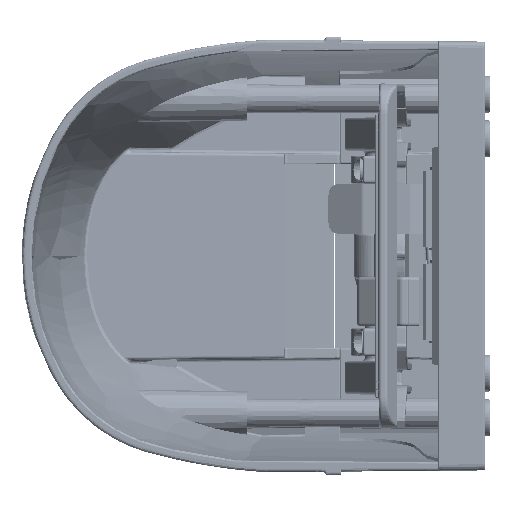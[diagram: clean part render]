
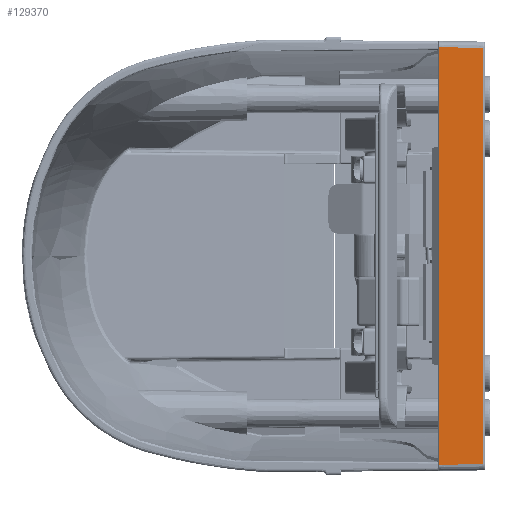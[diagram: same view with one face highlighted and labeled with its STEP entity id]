
A CAD part, left-side view. The second image highlights one B-rep face of the part: STEP entity #129370.
In plain terms, the highlighted planar face has unit normal (-1, 0, 0).
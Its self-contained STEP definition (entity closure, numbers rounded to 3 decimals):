
#16812 = ORIENTED_EDGE ( 'NONE', *, *, #43802, .F. ) ;
#22324 = ORIENTED_EDGE ( 'NONE', *, *, #74054, .F. ) ;
#30639 = CARTESIAN_POINT ( 'NONE',  ( 18.416, 124.559, 70.466 ) ) ;
#35010 = EDGE_CURVE ( 'NONE', #234666, #84046, #157959, .T. ) ;
#43802 = EDGE_CURVE ( 'NONE', #77334, #213798, #141840, .T. ) ;
#56466 = VECTOR ( 'NONE', #174572, 1000. ) ;
#58034 = ORIENTED_EDGE ( 'NONE', *, *, #35010, .F. ) ;
#69785 = CARTESIAN_POINT ( 'NONE',  ( 18.416, 110.222, 205.752 ) ) ;
#74054 = EDGE_CURVE ( 'NONE', #213798, #234666, #231339, .T. ) ;
#76339 = DIRECTION ( 'NONE',  ( 0., 0., -1. ) ) ;
#76681 = VECTOR ( 'NONE', #145523, 1000. ) ;
#77334 = VERTEX_POINT ( 'NONE', #103256 ) ;
#84046 = VERTEX_POINT ( 'NONE', #69785 ) ;
#84119 = DIRECTION ( 'NONE',  ( 0., 0., -1. ) ) ;
#96410 = VECTOR ( 'NONE', #267560, 1000. ) ;
#103256 = CARTESIAN_POINT ( 'NONE',  ( 18.416, 110.222, 70.591 ) ) ;
#129370 = ADVANCED_FACE ( 'NONE', ( #257523 ), #247813, .F. ) ;
#141840 = LINE ( 'NONE', #168456, #76681 ) ;
#145523 = DIRECTION ( 'NONE',  ( 0., 1., -0.009 ) ) ;
#157959 = LINE ( 'NONE', #204330, #96410 ) ;
#168456 = CARTESIAN_POINT ( 'NONE',  ( 18.416, 110.222, 70.591 ) ) ;
#174572 = DIRECTION ( 'NONE',  ( 0., 0., 1. ) ) ;
#195115 = CARTESIAN_POINT ( 'NONE',  ( 18.416, 110.222, 178.172 ) ) ;
#196943 = LINE ( 'NONE', #195115, #200532 ) ;
#200532 = VECTOR ( 'NONE', #84119, 1000. ) ;
#204330 = CARTESIAN_POINT ( 'NONE',  ( 18.416, 117.511, 205.816 ) ) ;
#206913 = EDGE_CURVE ( 'NONE', #84046, #77334, #196943, .T. ) ;
#213798 = VERTEX_POINT ( 'NONE', #30639 ) ;
#218117 = AXIS2_PLACEMENT_3D ( 'NONE', #269884, #270831, #76339 ) ;
#219466 = EDGE_LOOP ( 'NONE', ( #16812, #222310, #58034, #22324 ) ) ;
#222310 = ORIENTED_EDGE ( 'NONE', *, *, #206913, .F. ) ;
#231339 = LINE ( 'NONE', #264540, #56466 ) ;
#234666 = VERTEX_POINT ( 'NONE', #271418 ) ;
#247813 = PLANE ( 'NONE',  #218117 ) ;
#257523 = FACE_OUTER_BOUND ( 'NONE', #219466, .T. ) ;
#264540 = CARTESIAN_POINT ( 'NONE',  ( 18.416, 124.559, 207.969 ) ) ;
#267560 = DIRECTION ( 'NONE',  ( 0., -1., -0.009 ) ) ;
#269884 = CARTESIAN_POINT ( 'NONE',  ( 18.416, 158.722, 207.969 ) ) ;
#270831 = DIRECTION ( 'NONE',  ( 1., 0., 0. ) ) ;
#271418 = CARTESIAN_POINT ( 'NONE',  ( 18.416, 124.559, 205.877 ) ) ;
